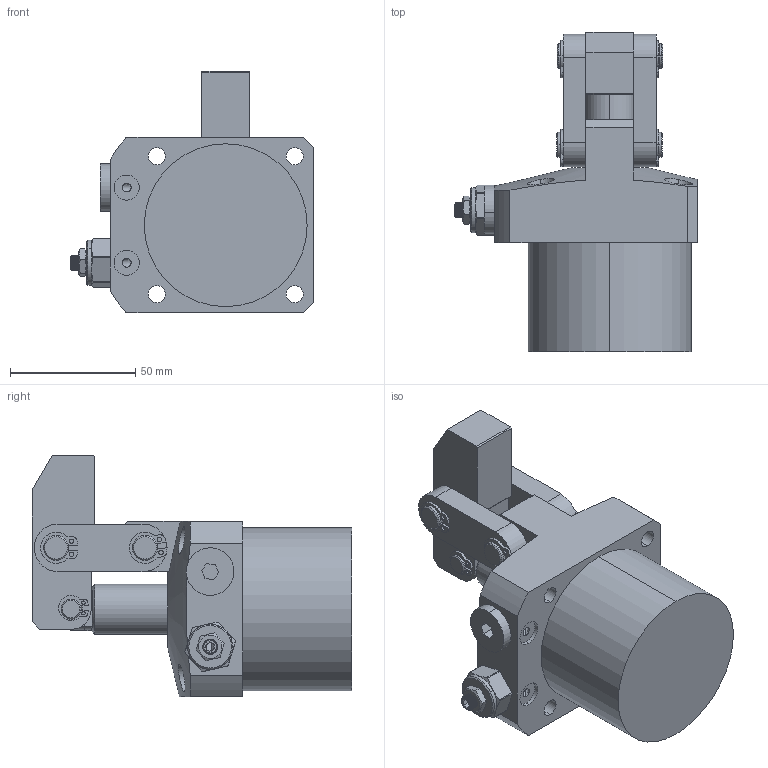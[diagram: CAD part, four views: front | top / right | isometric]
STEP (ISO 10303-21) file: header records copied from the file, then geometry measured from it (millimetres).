
FILE_DESCRIPTION (( 'STEP AP214' ), '1' );
FILE_NAME ('CLKA-065CR油压杠杆缸三维图.STEP', '2023-07-10T03:26:02', ( 'PC' ), ( '' ), 'SwSTEP 2.0', 'SolidWorks 2016', '' );
FILE_SCHEMA (( 'AUTOMOTIVE_DESIGN' ));
Length unit declared in the file: millimetre
Products named in the file (11): 065GR掛极; CZL20覃厒概; 囀鞠褒黑芛郔陔1-4; CLKA-50酗种_1_1; CLKA-50揤旋00_1_1; CLKA-065蟀裝00_2; CLKA-50开口挡圈10_1_1; CLKA-50开口挡圈8_1_1; 065活塞杆; CLKA-50傻种00_1_1; CLKA-065CR油压杠杆缸三维图
Assembly tree (16 placements, depth 2):
  CLKA-065CR油压杠杆缸三维图
    CLKA-50傻种00_1_1
    065活塞杆
    CLKA-50开口挡圈8_1_1  x2
    CLKA-50开口挡圈10_1_1  x4
    CLKA-065蟀裝00_2  x2
    CLKA-50揤旋00_1_1
    CLKA-50酗种_1_1  x2
    囀鞠褒黑芛郔陔1-4
    CZL20覃厒概
    065GR掛极
Bounding box: 96.9 x 127.5 x 96.5 mm (x, y, z)
Volume: 348598.2 mm3; surface area: 71486.2 mm2
Topology: 16 solids, 19 shells, 436 faces, 1071 edges, 698 vertices
Faces by surface type: cylinder 232, plane 150, cone 46, bspline 8
Entity records: 15626 total; most frequent: CARTESIAN_POINT 5233, DIRECTION 1591, ORIENTED_EDGE 1563, EDGE_CURVE 793, AXIS2_PLACEMENT_3D 615, VERTEX_POINT 514, EDGE_LOOP 389, LINE 361
